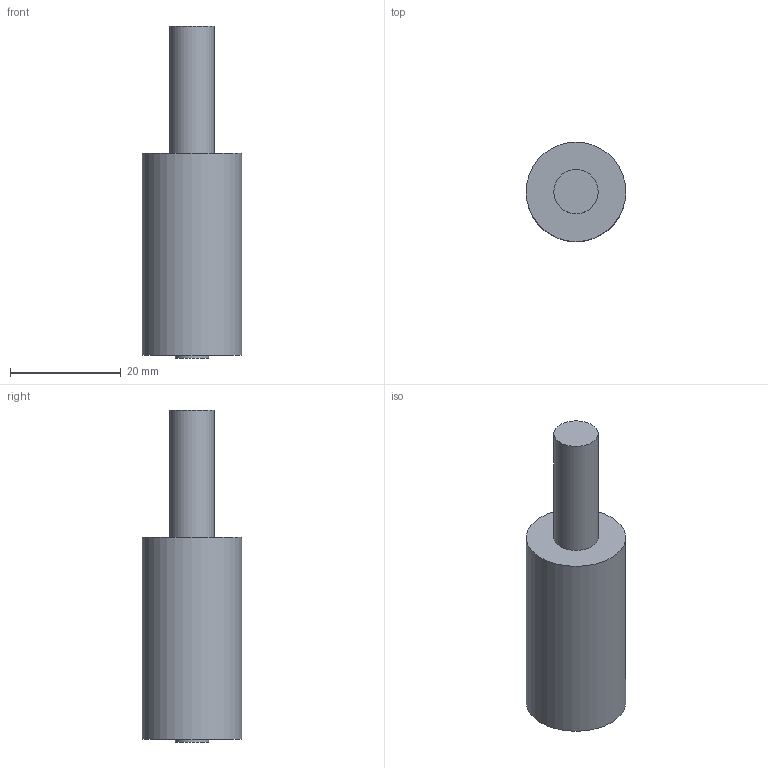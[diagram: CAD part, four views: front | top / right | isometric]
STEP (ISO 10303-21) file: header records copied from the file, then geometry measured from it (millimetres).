
FILE_DESCRIPTION(/* description */ (''),/* implementation_level */ '2;1');
FILE_NAME(/* name */ 'VH1.stp',/* time_stamp */ '2020-01-08T10:48:32+01:00',/* author */ ('tvb'),/* organization */ (''),/* preprocessor_version */ 'ST-DEVELOPER v18',/* originating_system */ 'Autodesk Inventor 2020',/* authorisation */ '');
FILE_SCHEMA (('AUTOMOTIVE_DESIGN { 1 0 10303 214 3 1 1 }'));
Length unit declared in the file: millimetre
Products named in the file (1): VH1
Bounding box: 18 x 18 x 60 mm (x, y, z)
Volume: 9780 mm3; surface area: 3444.9 mm2
Topology: 1 solids, 1 shells, 10 faces, 21 edges, 16 vertices
Faces by surface type: plane 5, cylinder 4, cone 1
Full cylindrical faces by diameter (mm): 6 x1, 8 x1, 15 x1, 18 x1
Entity records: 355 total; most frequent: DIRECTION 59, CARTESIAN_POINT 48, ORIENTED_EDGE 42, AXIS2_PLACEMENT_3D 27, EDGE_CURVE 21, CIRCLE 16, VERTEX_POINT 16, EDGE_LOOP 13
